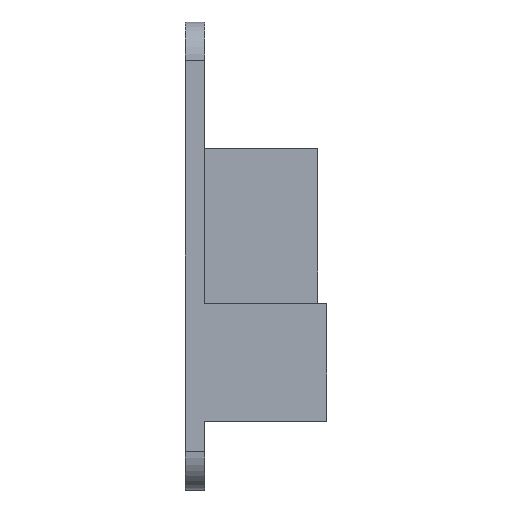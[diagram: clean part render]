
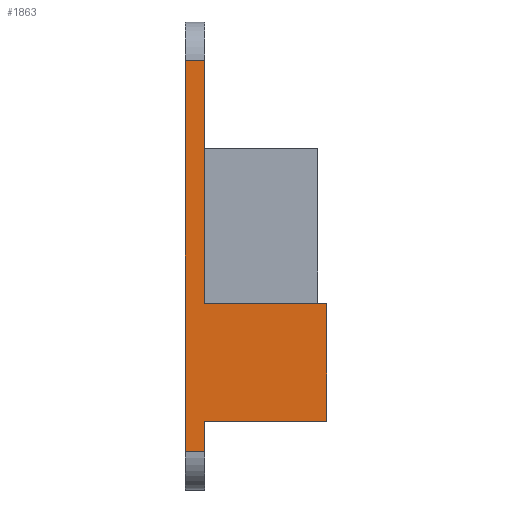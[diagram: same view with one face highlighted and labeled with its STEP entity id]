
A CAD part, left-side view. The second image highlights one B-rep face of the part: STEP entity #1863.
In plain terms, the highlighted planar face has unit normal (-1, 0, 0).
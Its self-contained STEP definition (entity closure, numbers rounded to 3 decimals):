
#420=FACE_OUTER_BOUND($,#560,.T.);
#560=EDGE_LOOP($,(#1649,#1650,#1651,#1652,#1653,#1654,#1655,#1656));
#609=LINE($,#2765,#709);
#617=LINE($,#2780,#717);
#618=LINE($,#2782,#718);
#621=LINE($,#2792,#721);
#622=LINE($,#2794,#722);
#689=LINE($,#3255,#789);
#690=LINE($,#3258,#790);
#691=LINE($,#3259,#791);
#709=VECTOR($,#2150,19.);
#717=VECTOR($,#2162,19.);
#718=VECTOR($,#2165,18.3);
#721=VECTOR($,#2174,37.785);
#722=VECTOR($,#2175,4.685);
#789=VECTOR($,#2712,3.);
#790=VECTOR($,#2715,60.77);
#791=VECTOR($,#2716,3.);
#805=VERTEX_POINT($,#2761);
#807=VERTEX_POINT($,#2764);
#811=VERTEX_POINT($,#2776);
#812=VERTEX_POINT($,#2778);
#816=VERTEX_POINT($,#2790);
#817=VERTEX_POINT($,#2793);
#976=VERTEX_POINT($,#3253);
#977=VERTEX_POINT($,#3257);
#993=EDGE_CURVE($,#805,#807,#609,.T.);
#1001=EDGE_CURVE($,#811,#812,#617,.T.);
#1002=EDGE_CURVE($,#807,#812,#618,.T.);
#1007=EDGE_CURVE($,#816,#805,#621,.T.);
#1008=EDGE_CURVE($,#811,#817,#622,.T.);
#1231=EDGE_CURVE($,#816,#976,#689,.T.);
#1232=EDGE_CURVE($,#977,#976,#690,.T.);
#1233=EDGE_CURVE($,#817,#977,#691,.T.);
#1649=ORIENTED_EDGE($,*,*,#1007,.F.);
#1650=ORIENTED_EDGE($,*,*,#1231,.T.);
#1651=ORIENTED_EDGE($,*,*,#1232,.F.);
#1652=ORIENTED_EDGE($,*,*,#1233,.F.);
#1653=ORIENTED_EDGE($,*,*,#1008,.F.);
#1654=ORIENTED_EDGE($,*,*,#1001,.T.);
#1655=ORIENTED_EDGE($,*,*,#1002,.F.);
#1656=ORIENTED_EDGE($,*,*,#993,.F.);
#1771=PLANE($,#2118);
#1863=ADVANCED_FACE($,(#420),#1771,.T.);
#2118=AXIS2_PLACEMENT_3D($,#3256,#2713,#2714);
#2150=DIRECTION($,(0.,-1.,0.));
#2162=DIRECTION($,(0.,-1.,0.));
#2165=DIRECTION($,(0.,0.,-1.));
#2174=DIRECTION($,(0.,0.,-1.));
#2175=DIRECTION($,(0.,0.,-1.));
#2712=DIRECTION($,(0.,1.,0.));
#2713=DIRECTION('center_axis',(-1.,0.,0.));
#2714=DIRECTION('ref_axis',(0.,0.,1.));
#2715=DIRECTION($,(0.,0.,1.));
#2716=DIRECTION($,(0.,1.,0.));
#2761=CARTESIAN_POINT('',(-107.7,0.,28.985));
#2764=CARTESIAN_POINT('',(-107.7,-19.,28.985));
#2765=CARTESIAN_POINT($,(-107.7,0.,28.985));
#2776=CARTESIAN_POINT('',(-107.7,0.,10.685));
#2778=CARTESIAN_POINT('',(-107.7,-19.,10.685));
#2780=CARTESIAN_POINT($,(-107.7,0.,10.685));
#2782=CARTESIAN_POINT($,(-107.7,-19.,28.985));
#2790=CARTESIAN_POINT('',(-107.7,0.,66.77));
#2792=CARTESIAN_POINT($,(-107.7,0.,66.77));
#2793=CARTESIAN_POINT('',(-107.7,0.,6.));
#2794=CARTESIAN_POINT($,(-107.7,0.,66.77));
#3253=CARTESIAN_POINT('',(-107.7,3.,66.77));
#3255=CARTESIAN_POINT($,(-107.7,0.,66.77));
#3256=CARTESIAN_POINT('Origin',(-107.7,0.,6.));
#3257=CARTESIAN_POINT('',(-107.7,3.,6.));
#3258=CARTESIAN_POINT($,(-107.7,3.,66.77));
#3259=CARTESIAN_POINT($,(-107.7,0.,6.));
